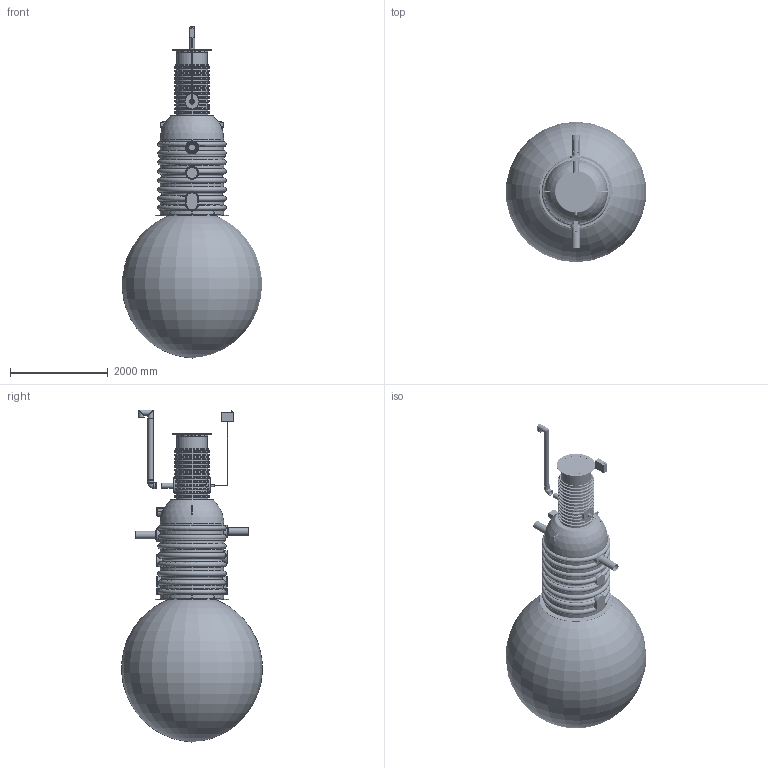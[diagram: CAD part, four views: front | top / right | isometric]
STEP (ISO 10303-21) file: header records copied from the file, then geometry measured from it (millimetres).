
FILE_DESCRIPTION(/* description */ ('Unknown'),/* implementation_level */ '2;1');
FILE_NAME(/* name */ 'EC NS10 õlieraldaja (1-klass)',/* time_stamp */ '2023-04-13T13:44:58+03:00',/* author */ ('Unknown'),/* organization */ ('Unknown'),/* preprocessor_version */ 'ST-DEVELOPER v18.1',/* originating_system */ 'Solid Edge',/* authorisation */ 'Unknown');
FILE_SCHEMA (('AUTOMOTIVE_DESIGN {1 0 10303 214 3 1 1}'));
Products named in the file (45): 1.klassi olieraldaja NS10 D1200 rotokestas kasnfiltriga; 2731.000 Rotokaev D1200_var3_oa_0; 2730 põlv D200 rotost ja ujuk D220 koos filtiosaga_var3; 2730.000 P鯷v D200 eraldajatele rotost; juhtvarraste ylemine tugi_var3; Mutter_M8_a2; Juhtvarras_var3; Seib M8 a2; Polt_M8x30_A2; NS6 juhik varrastega_var3; PE plaat polve peale_var3; Polv 160-45 PVC; PVC_polv_160; 2693.001_var3_oa_1; PVC Kaksikmuhv d160; Malmluuk_D600_(Ginmika); Malmluugi_korpus_D600_(Ginmika); Malmluugi_kaan_D600_(Ginmika); RoundTubing 160x9.5_oa_2; RoundTubing 110x6.6_oa_3; RoundTubing 110x6.6_oa_4; RoundTubing 50x4.6_oa_5; 2697.001 tihend teeninduskaevule 670_var2; RoundTubing 160x9.5_oa_6; PE_vent_malm_NS6; PVC_polv_110; Rotoventiots; RoundTubing 110x6.6_oa_7; 2703.001_19646; Filtri ja klapi osa_EC NS10; vork ASIS304_D220 klapi ymber_var3; 2729.000 D220 ujuk rotost; RoundTubing 21.3x1.5_oa_8; filtermaterjal olikale NS6 estris_var3; RoundTubing 160x9.5_oa_9; Ujuk_oa_10; Ujuk_oa_11; Ujuk_oa_12; elektrikarp loikefotole; Läbiviigutihend DN160 ...
Assembly tree (75 placements, depth 4):
  1.klassi olieraldaja NS10 D1200 rotokestas kasnfiltriga
    2731.000 Rotokaev D1200_var3_oa_0
    2730 põlv D200 rotost ja ujuk D220 koos filtiosaga_var3
      2730.000 P鯷v D200 eraldajatele rotost
      juhtvarraste ylemine tugi_var3
      Mutter_M8_a2  x12
      Juhtvarras_var3  x4
      Seib M8 a2  x12
      Polt_M8x30_A2  x4
      NS6 juhik varrastega_var3
        PE plaat polve peale_var3
    Polv 160-45 PVC
    PVC_polv_160  x2
    2693.001_var3_oa_1
    PVC Kaksikmuhv d160  x2
    Malmluuk_D600_(Ginmika)
      Malmluugi_korpus_D600_(Ginmika)
      Malmluugi_kaan_D600_(Ginmika)
    RoundTubing 160x9.5_oa_2
    RoundTubing 110x6.6_oa_3
    RoundTubing 110x6.6_oa_4
    RoundTubing 50x4.6_oa_5
    2697.001 tihend teeninduskaevule 670_var2
    RoundTubing 160x9.5_oa_6
    PE_vent_malm_NS6
      PVC_polv_110
      Rotoventiots
      RoundTubing 110x6.6_oa_7
    2703.001_19646
    Filtri ja klapi osa_EC NS10
      vork ASIS304_D220 klapi ymber_var3
      2729.000 D220 ujuk rotost
      RoundTubing 21.3x1.5_oa_8
      filtermaterjal olikale NS6 estris_var3
    RoundTubing 160x9.5_oa_9
    Ujuk_oa_10
    Ujuk_oa_11
    Ujuk_oa_12
    elektrikarp loikefotole
    Läbiviigutihend DN160  x2
    Läbiviigutihend 110
    Läbiviigutihend DN50
    RoundTubing 21.3x1.5_oa_13
    olimaht EC NS6
    liivamaht EC NS6
Bounding box: 2854.85 x 2875.82 x 6789.5 mm (x, y, z)
Volume: 10010254539.5 mm3; surface area: 131150825.1 mm2
Topology: 72 solids, 492 shells, 3294 faces, 6338 edges, 4066 vertices
Faces by surface type: cylinder 1276, bspline 1106, plane 560, torus 286, cone 41, sphere 25
Full cylindrical faces by diameter (mm): 6.647 x12, 8 x4, 8.4 x12, 8.5 x3, 9 x8, 10 x39, 15 x2, 16 x12, 18.3 x2, 20 x1, 21.3 x2, 40.8 x1, 50 x1, 60 x3, 80 x1, 96.8 x3, 100 x5, 103.2 x3, 110 x14, 120 x2, 130 x3, 141 x3, 142 x2, 150 x5, 155 x4, 160 x23, 165 x1, 170 x4, 175 x1, 180 x4
Entity records: 163029 total; most frequent: CARTESIAN_POINT 116789, ORIENTED_EDGE 8746, FACE_BOUND 5501, EDGE_LOOP 5498, DIRECTION 5458, EDGE_CURVE 4373, VERTEX_POINT 3586, B_SPLINE_CURVE_WITH_KNOTS 2539
